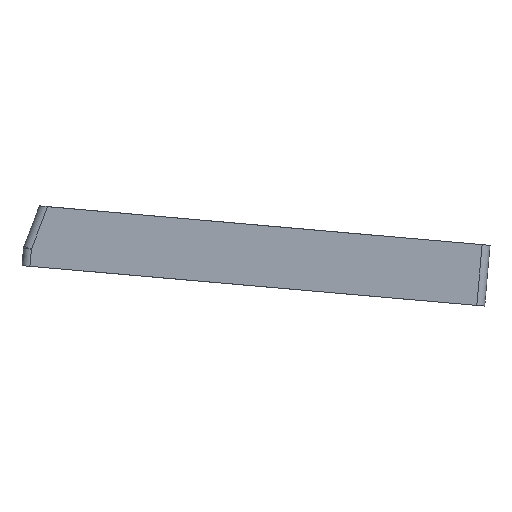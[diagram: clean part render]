
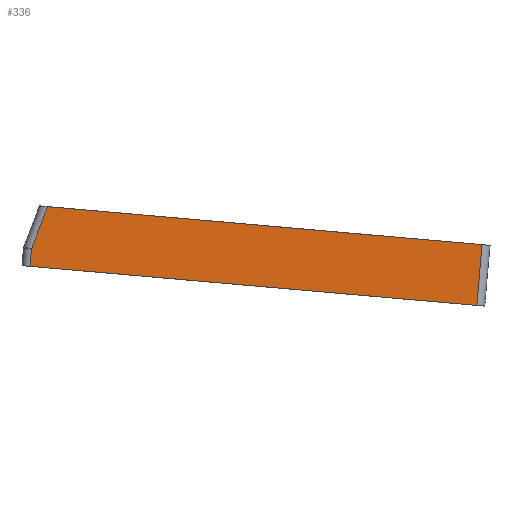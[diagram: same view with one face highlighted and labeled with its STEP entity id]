
A CAD part, left-side view. The second image highlights one B-rep face of the part: STEP entity #336.
In plain terms, the highlighted planar face has unit normal (-1, 0, 0).
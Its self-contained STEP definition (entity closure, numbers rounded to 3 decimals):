
#336=ADVANCED_FACE('',(#1021),#1023,.T.);
#1021=FACE_BOUND('',#1022,.T.);
#1022=EDGE_LOOP('',(#1657,#1658,#1659,#1660,#1661));
#1023=PLANE('',#1024);
#1024=AXIS2_PLACEMENT_3D('',#1025,#1026,#1027);
#1025=CARTESIAN_POINT('',(276.281,-64.204,32.54));
#1026=DIRECTION('',(-1.,0.,0.));
#1027=DIRECTION('',(0.,-0.996,-0.087));
#1657=ORIENTED_EDGE('',*,*,#1943,.F.);
#1658=ORIENTED_EDGE('',*,*,#1944,.F.);
#1659=ORIENTED_EDGE('',*,*,#1843,.F.);
#1660=ORIENTED_EDGE('',*,*,#1942,.T.);
#1661=ORIENTED_EDGE('',*,*,#1865,.T.);
#1843=EDGE_CURVE('',#2057,#2059,#2060,.T.);
#1865=EDGE_CURVE('',#2103,#2101,#2104,.T.);
#1942=EDGE_CURVE('',#2057,#2103,#2225,.T.);
#1943=EDGE_CURVE('',#2226,#2101,#2227,.T.);
#1944=EDGE_CURVE('',#2059,#2226,#2228,.T.);
#2057=VERTEX_POINT('',#2438);
#2059=VERTEX_POINT('',#2443);
#2060=LINE('',#2444,#2445);
#2101=VERTEX_POINT('',#2539);
#2103=VERTEX_POINT('',#2544);
#2104=LINE('',#2545,#2546);
#2225=LINE('',#2922,#2923);
#2226=VERTEX_POINT('',#2925);
#2227=LINE('',#2926,#2927);
#2228=LINE('',#2929,#2930);
#2438=CARTESIAN_POINT('',(276.281,-137.523,26.126));
#2443=CARTESIAN_POINT('',(276.281,-64.204,32.54));
#2444=CARTESIAN_POINT('',(276.281,-137.523,26.126));
#2445=VECTOR('',#2446,1.);
#2446=DIRECTION('',(0.,0.996,0.087));
#2539=CARTESIAN_POINT('',(276.281,-67.119,42.323));
#2544=CARTESIAN_POINT('',(276.281,-138.395,36.088));
#2545=CARTESIAN_POINT('',(276.281,-138.395,36.088));
#2546=VECTOR('',#2547,1.);
#2547=DIRECTION('',(0.,0.996,0.087));
#2922=CARTESIAN_POINT('',(276.281,-137.523,26.126));
#2923=VECTOR('',#2924,1.);
#2924=DIRECTION('',(0.,-0.087,0.996));
#2925=CARTESIAN_POINT('',(276.281,-64.449,35.347));
#2926=CARTESIAN_POINT('',(276.281,-64.449,35.347));
#2927=VECTOR('',#2928,1.);
#2928=DIRECTION('',(0.,-0.357,0.934));
#2929=CARTESIAN_POINT('',(276.281,-64.204,32.54));
#2930=VECTOR('',#2931,1.);
#2931=DIRECTION('',(0.,-0.087,0.996));
